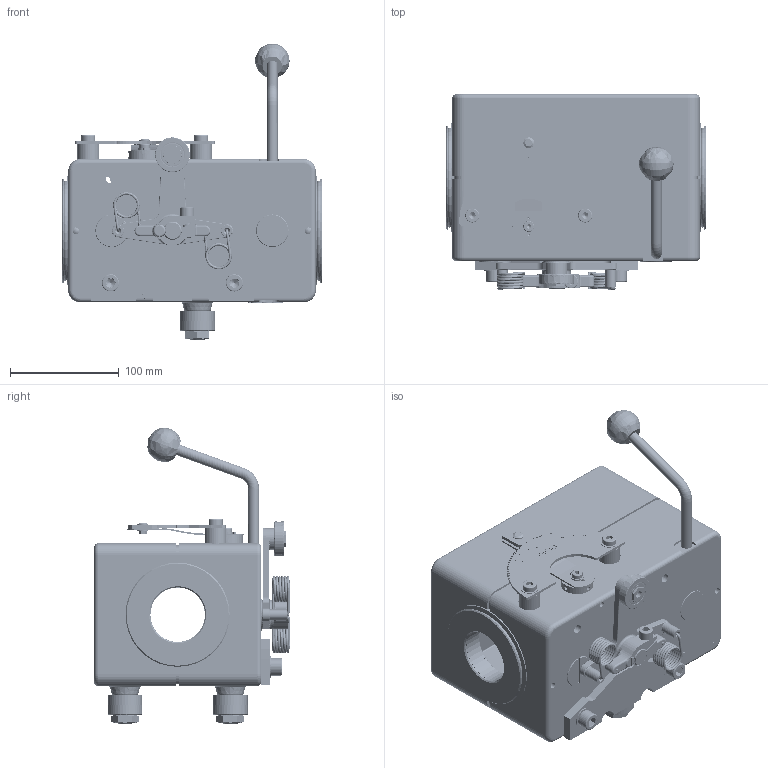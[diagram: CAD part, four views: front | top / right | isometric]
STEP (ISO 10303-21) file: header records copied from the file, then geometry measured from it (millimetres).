
FILE_DESCRIPTION (( 'STEP AP214' ), '1' );
FILE_NAME ('RG4-50-0MCRF Drehrichtung rechts.STEP', '2019-10-18T06:29:00', ( '' ), ( '' ), 'SwSTEP 2.0', 'SolidWorks 2019', '' );
FILE_SCHEMA (( 'AUTOMOTIVE_DESIGN' ));
Length unit declared in the file: millimetre
Products named in the file (1): RG4-50-0MCRF Drehrichtung rechts
Bounding box: 240 x 180.45 x 273.35 mm (x, y, z)
Volume: 1873706.5 mm3; surface area: 581353 mm2
Topology: 148 solids, 148 shells, 4123 faces, 10262 edges, 6302 vertices
Faces by surface type: plane 1715, cylinder 1189, cone 503, bspline 498, torus 155, sphere 63
Entity records: 191775 total; most frequent: CARTESIAN_POINT 49478, ORIENTED_EDGE 19962, DIRECTION 19594, EDGE_CURVE 9981, AXIS2_PLACEMENT_3D 7350, VERTEX_POINT 6302, LINE 4894, VECTOR 4894
